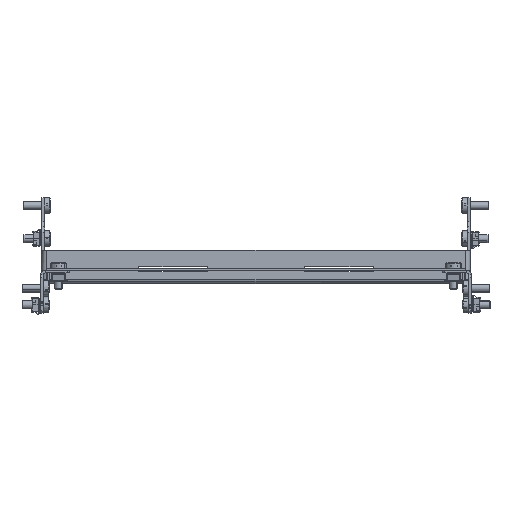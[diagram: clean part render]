
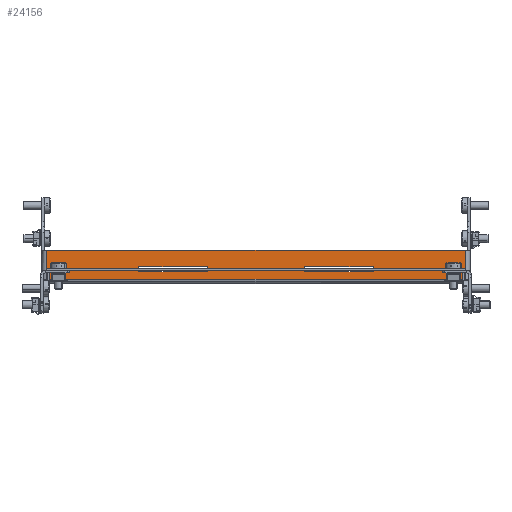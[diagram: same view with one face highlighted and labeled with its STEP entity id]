
A CAD part, front view. The second image highlights one B-rep face of the part: STEP entity #24156.
In plain terms, the highlighted face is planar.
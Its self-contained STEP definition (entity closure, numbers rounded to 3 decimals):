
#106 = VECTOR ( 'NONE', #8047, 1000. ) ;
#357 = CARTESIAN_POINT ( 'NONE',  ( 35., 52., -250. ) ) ;
#1001 = EDGE_CURVE ( 'NONE', #8895, #22044, #21640, .T. ) ;
#1123 = DIRECTION ( 'NONE',  ( 0., 1., 0. ) ) ;
#1562 = DIRECTION ( 'NONE',  ( 0., -1., 0. ) ) ;
#1663 = CARTESIAN_POINT ( 'NONE',  ( 35., 39.746, -3.5 ) ) ;
#1874 = LINE ( 'NONE', #6464, #19734 ) ;
#2009 = CARTESIAN_POINT ( 'NONE',  ( 35., 39.746, 0. ) ) ;
#2274 = PLANE ( 'NONE',  #28561 ) ;
#3439 = ORIENTED_EDGE ( 'NONE', *, *, #13345, .T. ) ;
#3746 = CARTESIAN_POINT ( 'NONE',  ( 35., 61.5, -3.5 ) ) ;
#4187 = EDGE_CURVE ( 'NONE', #15847, #4593, #6923, .T. ) ;
#4190 = FACE_BOUND ( 'NONE', #20866, .T. ) ;
#4219 = CARTESIAN_POINT ( 'NONE',  ( 35., 56., -73. ) ) ;
#4293 = VECTOR ( 'NONE', #28964, 1000. ) ;
#4380 = EDGE_LOOP ( 'NONE', ( #3439, #21338, #5096, #8828 ) ) ;
#4593 = VERTEX_POINT ( 'NONE', #5326 ) ;
#5008 = LINE ( 'NONE', #14074, #14376 ) ;
#5096 = ORIENTED_EDGE ( 'NONE', *, *, #23789, .T. ) ;
#5326 = CARTESIAN_POINT ( 'NONE',  ( 35., 52., -73. ) ) ;
#5535 = VECTOR ( 'NONE', #27403, 1000. ) ;
#5574 = CARTESIAN_POINT ( 'NONE',  ( 35., 56., -125. ) ) ;
#5837 = DIRECTION ( 'NONE',  ( 0., 1., 0. ) ) ;
#5863 = ORIENTED_EDGE ( 'NONE', *, *, #7824, .F. ) ;
#5870 = CARTESIAN_POINT ( 'NONE',  ( 35., 56., -125. ) ) ;
#5936 = VECTOR ( 'NONE', #1123, 1000. ) ;
#6086 = CARTESIAN_POINT ( 'NONE',  ( 35., 56., -250. ) ) ;
#6464 = CARTESIAN_POINT ( 'NONE',  ( 35., 56., -73. ) ) ;
#6503 = CARTESIAN_POINT ( 'NONE',  ( 35., 39.746, -319.5 ) ) ;
#6610 = EDGE_CURVE ( 'NONE', #26478, #26686, #17571, .T. ) ;
#6923 = LINE ( 'NONE', #27099, #5535 ) ;
#7143 = EDGE_CURVE ( 'NONE', #15072, #26478, #11445, .T. ) ;
#7570 = CARTESIAN_POINT ( 'NONE',  ( 35., 52., -198. ) ) ;
#7656 = ORIENTED_EDGE ( 'NONE', *, *, #27497, .F. ) ;
#7824 = EDGE_CURVE ( 'NONE', #18299, #15072, #17735, .T. ) ;
#8044 = VERTEX_POINT ( 'NONE', #1663 ) ;
#8047 = DIRECTION ( 'NONE',  ( 0., 1., 0. ) ) ;
#8360 = CARTESIAN_POINT ( 'NONE',  ( 35., 56., -250. ) ) ;
#8388 = DIRECTION ( 'NONE',  ( 0., 1., 0. ) ) ;
#8530 = LINE ( 'NONE', #18045, #10016 ) ;
#8630 = VERTEX_POINT ( 'NONE', #23537 ) ;
#8632 = FACE_BOUND ( 'NONE', #11497, .T. ) ;
#8828 = ORIENTED_EDGE ( 'NONE', *, *, #26258, .T. ) ;
#8895 = VERTEX_POINT ( 'NONE', #27199 ) ;
#9435 = ORIENTED_EDGE ( 'NONE', *, *, #13107, .F. ) ;
#9623 = VECTOR ( 'NONE', #17739, 1000. ) ;
#10016 = VECTOR ( 'NONE', #11068, 1000. ) ;
#10435 = LINE ( 'NONE', #29166, #14396 ) ;
#10562 = LINE ( 'NONE', #22039, #106 ) ;
#11068 = DIRECTION ( 'NONE',  ( 0., 0., 1. ) ) ;
#11315 = CARTESIAN_POINT ( 'NONE',  ( 35., 0., 0. ) ) ;
#11445 = LINE ( 'NONE', #24831, #4293 ) ;
#11497 = EDGE_LOOP ( 'NONE', ( #17496, #26352, #9435, #14827 ) ) ;
#12398 = LINE ( 'NONE', #21470, #5936 ) ;
#13107 = EDGE_CURVE ( 'NONE', #4593, #8895, #5008, .T. ) ;
#13340 = VECTOR ( 'NONE', #5837, 1000. ) ;
#13345 = EDGE_CURVE ( 'NONE', #8630, #18663, #10435, .T. ) ;
#14074 = CARTESIAN_POINT ( 'NONE',  ( 35., 52., -73. ) ) ;
#14376 = VECTOR ( 'NONE', #23125, 1000. ) ;
#14396 = VECTOR ( 'NONE', #17442, 1000. ) ;
#14827 = ORIENTED_EDGE ( 'NONE', *, *, #4187, .F. ) ;
#15072 = VERTEX_POINT ( 'NONE', #7570 ) ;
#15379 = DIRECTION ( 'NONE',  ( 0., 0., 1. ) ) ;
#15673 = EDGE_CURVE ( 'NONE', #8044, #18663, #12398, .T. ) ;
#15847 = VERTEX_POINT ( 'NONE', #4219 ) ;
#15967 = CARTESIAN_POINT ( 'NONE',  ( 35., 56., -198. ) ) ;
#17442 = DIRECTION ( 'NONE',  ( 0., 0., 1. ) ) ;
#17496 = ORIENTED_EDGE ( 'NONE', *, *, #18177, .F. ) ;
#17541 = ORIENTED_EDGE ( 'NONE', *, *, #7143, .F. ) ;
#17571 = LINE ( 'NONE', #8360, #13340 ) ;
#17693 = ORIENTED_EDGE ( 'NONE', *, *, #6610, .F. ) ;
#17735 = LINE ( 'NONE', #24118, #26390 ) ;
#17739 = DIRECTION ( 'NONE',  ( 0., 0., -1. ) ) ;
#18045 = CARTESIAN_POINT ( 'NONE',  ( 35., 56., -250. ) ) ;
#18137 = DIRECTION ( 'NONE',  ( 0., 0., 1. ) ) ;
#18177 = EDGE_CURVE ( 'NONE', #22044, #15847, #1874, .T. ) ;
#18299 = VERTEX_POINT ( 'NONE', #15967 ) ;
#18663 = VERTEX_POINT ( 'NONE', #3746 ) ;
#19734 = VECTOR ( 'NONE', #15379, 1000. ) ;
#19938 = DIRECTION ( 'NONE',  ( -1., 0., 0. ) ) ;
#20700 = VECTOR ( 'NONE', #8388, 1000. ) ;
#20866 = EDGE_LOOP ( 'NONE', ( #7656, #17693, #17541, #5863 ) ) ;
#21338 = ORIENTED_EDGE ( 'NONE', *, *, #15673, .F. ) ;
#21470 = CARTESIAN_POINT ( 'NONE',  ( 35., 65., -3.5 ) ) ;
#21640 = LINE ( 'NONE', #5870, #20700 ) ;
#22039 = CARTESIAN_POINT ( 'NONE',  ( 35., 65., -319.5 ) ) ;
#22044 = VERTEX_POINT ( 'NONE', #5574 ) ;
#22182 = FACE_OUTER_BOUND ( 'NONE', #4380, .T. ) ;
#23125 = DIRECTION ( 'NONE',  ( 0., 0., -1. ) ) ;
#23537 = CARTESIAN_POINT ( 'NONE',  ( 35., 61.5, -319.5 ) ) ;
#23789 = EDGE_CURVE ( 'NONE', #8044, #25895, #24874, .T. ) ;
#24118 = CARTESIAN_POINT ( 'NONE',  ( 35., 56., -198. ) ) ;
#24156 = ADVANCED_FACE ( 'NONE', ( #8632, #4190, #22182 ), #2274, .F. ) ;
#24831 = CARTESIAN_POINT ( 'NONE',  ( 35., 52., -250. ) ) ;
#24874 = LINE ( 'NONE', #2009, #9623 ) ;
#25895 = VERTEX_POINT ( 'NONE', #6503 ) ;
#26258 = EDGE_CURVE ( 'NONE', #25895, #8630, #10562, .T. ) ;
#26352 = ORIENTED_EDGE ( 'NONE', *, *, #1001, .F. ) ;
#26390 = VECTOR ( 'NONE', #1562, 1000. ) ;
#26478 = VERTEX_POINT ( 'NONE', #357 ) ;
#26686 = VERTEX_POINT ( 'NONE', #6086 ) ;
#27099 = CARTESIAN_POINT ( 'NONE',  ( 35., 56., -73. ) ) ;
#27199 = CARTESIAN_POINT ( 'NONE',  ( 35., 52., -125. ) ) ;
#27403 = DIRECTION ( 'NONE',  ( 0., -1., 0. ) ) ;
#27497 = EDGE_CURVE ( 'NONE', #26686, #18299, #8530, .T. ) ;
#28561 = AXIS2_PLACEMENT_3D ( 'NONE', #11315, #19938, #18137 ) ;
#28964 = DIRECTION ( 'NONE',  ( 0., 0., -1. ) ) ;
#29166 = CARTESIAN_POINT ( 'NONE',  ( 35., 61.5, -319.5 ) ) ;
